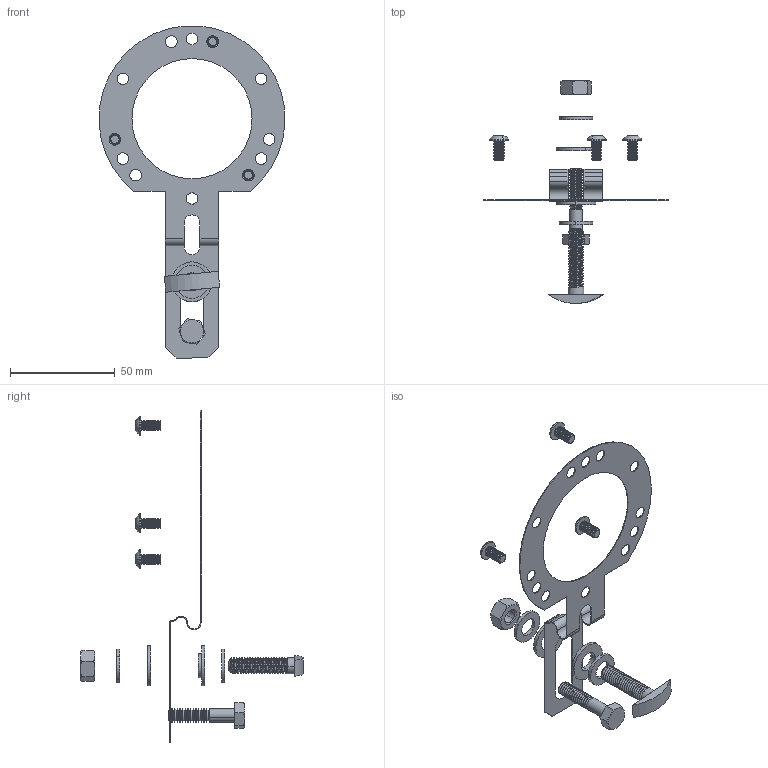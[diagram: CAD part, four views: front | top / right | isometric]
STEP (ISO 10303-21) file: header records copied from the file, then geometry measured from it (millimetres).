
FILE_DESCRIPTION (( 'STEP AP203' ), '1' );
FILE_NAME ('HS35 R2 tether kit.STEP', '2019-04-25T19:50:30', ( '' ), ( '' ), 'SwSTEP 2.0', 'SolidWorks 2017', '' );
FILE_SCHEMA (( 'CONFIG_CONTROL_DESIGN' ));
Length unit declared in the file: inch
Products named in the file (9): Tether Arm_R2; tether shoulder washer_25030-002; tether washer; hex nut style 1_am_B18.2.4.1M - Hex nut, Style 1,  M8 x 1.25 --D-N; hex bolt_ai_HBOLT 0.2500-20x1.25x0.75-N; 33029-002; socket button head cap screw_ai_SBHCSCREW 0.19-32x0.375-HX-N; flat washer type b narrow_ai_Narrow FW 0.3125; HS35 R2 tether kit
Assembly tree (11 placements, depth 2):
  HS35 R2 tether kit
    Tether Arm_R2
    tether shoulder washer_25030-002
    tether washer
    hex nut style 1_am_B18.2.4.1M - Hex nut, Style 1,  M8 x 1.25 --D-N
    33029-002
    hex bolt_ai_HBOLT 0.2500-20x1.25x0.75-N
    socket button head cap screw_ai_SBHCSCREW 0.19-32x0.375-HX-N  x3
    flat washer type b narrow_ai_Narrow FW 0.3125  x2
Bounding box: 88.82 x 106.47 x 158.59 mm (x, y, z)
Volume: 7496 mm3; surface area: 16740.2 mm2
Topology: 11 solids, 11 shells, 616 faces, 1616 edges, 1022 vertices
Faces by surface type: cylinder 271, cone 243, plane 94, sphere 6, bspline 2
Entity records: 16064 total; most frequent: CARTESIAN_POINT 4695, DIRECTION 2231, ORIENTED_EDGE 2228, EDGE_CURVE 1114, AXIS2_PLACEMENT_3D 899, VERTEX_POINT 712, CIRCLE 467, EDGE_LOOP 460
